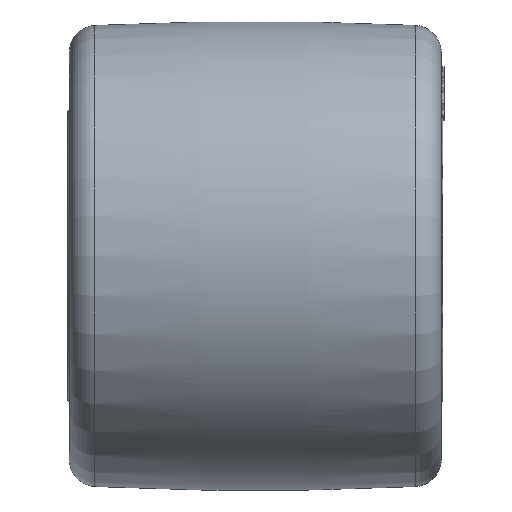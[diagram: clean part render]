
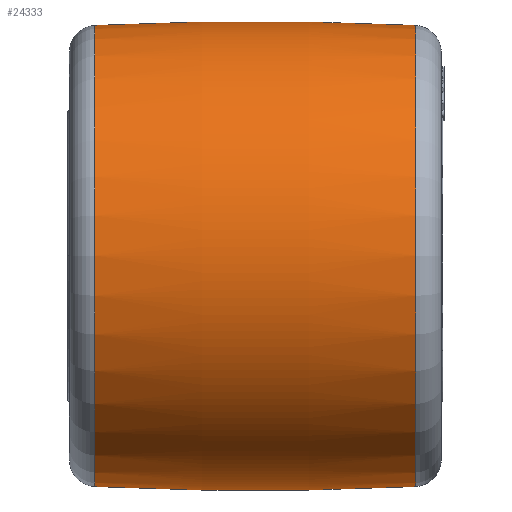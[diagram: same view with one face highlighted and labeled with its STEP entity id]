
A CAD part, top view. The second image highlights one B-rep face of the part: STEP entity #24333.
In plain terms, the highlighted toroidal (fillet/blend) face has major radius 232.5 mm and minor radius 250 mm.
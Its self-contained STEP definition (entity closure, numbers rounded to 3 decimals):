
#152 = AXIS2_PLACEMENT_3D ( 'NONE', #29986, #15324, #15655 ) ;
#297 = DIRECTION ( 'NONE',  ( 1., 0., 0. ) ) ;
#392 = CARTESIAN_POINT ( 'NONE',  ( 0., 0., 0. ) ) ;
#1240 = TOROIDAL_SURFACE ( 'NONE', #10557, -232.5, 250. ) ;
#1935 = AXIS2_PLACEMENT_3D ( 'NONE', #29416, #297, #24457 ) ;
#2074 = CARTESIAN_POINT ( 'NONE',  ( 11.971, 17.213, 0. ) ) ;
#2360 = DIRECTION ( 'NONE',  ( 0., 0., -1. ) ) ;
#3305 = EDGE_LOOP ( 'NONE', ( #21917, #22508, #15065, #28805 ) ) ;
#4892 = CARTESIAN_POINT ( 'NONE',  ( 0., -232.5, 0. ) ) ;
#5952 = AXIS2_PLACEMENT_3D ( 'NONE', #28433, #18680, #21116 ) ;
#6925 = FACE_OUTER_BOUND ( 'NONE', #3305, .T. ) ;
#8744 = CIRCLE ( 'NONE', #152, 17.213 ) ;
#10209 = CARTESIAN_POINT ( 'NONE',  ( -11.971, 17.213, 0. ) ) ;
#10557 = AXIS2_PLACEMENT_3D ( 'NONE', #392, #29203, #17212 ) ;
#11795 = VERTEX_POINT ( 'NONE', #2074 ) ;
#12108 = VERTEX_POINT ( 'NONE', #10209 ) ;
#14099 = VERTEX_POINT ( 'NONE', #28559 ) ;
#15065 = ORIENTED_EDGE ( 'NONE', *, *, #29332, .F. ) ;
#15324 = DIRECTION ( 'NONE',  ( 1., 0., 0. ) ) ;
#15390 = VERTEX_POINT ( 'NONE', #28031 ) ;
#15655 = DIRECTION ( 'NONE',  ( 0., 1., 0. ) ) ;
#16460 = CIRCLE ( 'NONE', #28319, 250. ) ;
#16605 = CIRCLE ( 'NONE', #5952, 250. ) ;
#17212 = DIRECTION ( 'NONE',  ( 0., 1., 0. ) ) ;
#18052 = EDGE_CURVE ( 'NONE', #12108, #15390, #8744, .T. ) ;
#18680 = DIRECTION ( 'NONE',  ( 0., 0., 1. ) ) ;
#19781 = CIRCLE ( 'NONE', #1935, 17.213 ) ;
#21116 = DIRECTION ( 'NONE',  ( 0., -1., 0. ) ) ;
#21917 = ORIENTED_EDGE ( 'NONE', *, *, #18052, .T. ) ;
#22508 = ORIENTED_EDGE ( 'NONE', *, *, #30720, .T. ) ;
#24333 = ADVANCED_FACE ( 'NONE', ( #6925 ), #1240, .T. ) ;
#24457 = DIRECTION ( 'NONE',  ( 0., 1., 0. ) ) ;
#24768 = EDGE_CURVE ( 'NONE', #12108, #11795, #16460, .T. ) ;
#28031 = CARTESIAN_POINT ( 'NONE',  ( -11.971, -17.213, 0. ) ) ;
#28319 = AXIS2_PLACEMENT_3D ( 'NONE', #4892, #2360, #29057 ) ;
#28433 = CARTESIAN_POINT ( 'NONE',  ( 0., 232.5, 0. ) ) ;
#28559 = CARTESIAN_POINT ( 'NONE',  ( 11.971, -17.213, 0. ) ) ;
#28805 = ORIENTED_EDGE ( 'NONE', *, *, #24768, .F. ) ;
#29057 = DIRECTION ( 'NONE',  ( -1., 0., 0. ) ) ;
#29203 = DIRECTION ( 'NONE',  ( 1., 0., 0. ) ) ;
#29332 = EDGE_CURVE ( 'NONE', #11795, #14099, #19781, .T. ) ;
#29416 = CARTESIAN_POINT ( 'NONE',  ( 11.971, 0., 0. ) ) ;
#29986 = CARTESIAN_POINT ( 'NONE',  ( -11.971, 0., 0. ) ) ;
#30720 = EDGE_CURVE ( 'NONE', #15390, #14099, #16605, .T. ) ;
